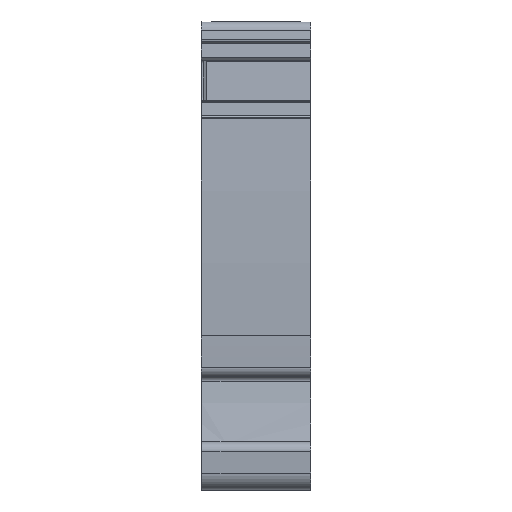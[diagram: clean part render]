
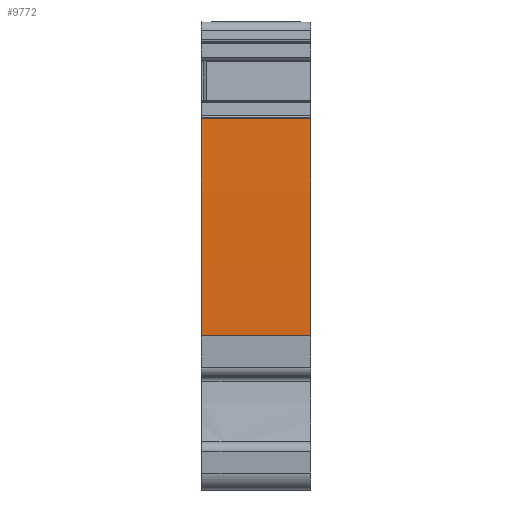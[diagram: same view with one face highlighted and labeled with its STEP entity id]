
A CAD part, front view. The second image highlights one B-rep face of the part: STEP entity #9772.
In plain terms, the highlighted cylindrical face has radius 230.64 mm (diameter 461.28 mm), a partial arc.
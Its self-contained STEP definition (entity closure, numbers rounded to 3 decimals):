
#3233=AXIS2_PLACEMENT_3D('Circle Axis2P3D',#3231,#3232,$) ;
#4374=AXIS2_PLACEMENT_3D('Circle Axis2P3D',#4372,#4373,$) ;
#9020=AXIS2_PLACEMENT_3D('Cylinder Axis2P3D',#9017,#9018,#9019) ;
#3228=CARTESIAN_POINT('Vertex',(12.,1.798,40.814)) ;
#3231=CARTESIAN_POINT('Axis2P3D Location',(12.,231.899,25.05)) ;
#3235=CARTESIAN_POINT('Vertex',(12.,1.401,16.95)) ;
#4369=CARTESIAN_POINT('Vertex',(0.,1.401,16.95)) ;
#4372=CARTESIAN_POINT('Axis2P3D Location',(0.,231.899,25.05)) ;
#4376=CARTESIAN_POINT('Vertex',(0.,1.798,40.814)) ;
#9017=CARTESIAN_POINT('Axis2P3D Location',(6.,231.899,25.05)) ;
#9749=CARTESIAN_POINT('Line Origine',(5.39,1.798,40.814)) ;
#9761=CARTESIAN_POINT('Line Origine',(6.,1.401,16.95)) ;
#3232=DIRECTION('Axis2P3D Direction',(1.,0.,0.)) ;
#4373=DIRECTION('Axis2P3D Direction',(1.,0.,0.)) ;
#9018=DIRECTION('Axis2P3D Direction',(1.,0.,0.)) ;
#9019=DIRECTION('Axis2P3D XDirection',(0.,-0.994,0.111)) ;
#9750=DIRECTION('Vector Direction',(1.,0.,0.)) ;
#9762=DIRECTION('Vector Direction',(1.,0.,0.)) ;
#9751=VECTOR('Line Direction',#9750,1.) ;
#9763=VECTOR('Line Direction',#9762,1.) ;
#9767=ORIENTED_EDGE('',*,*,#9765,.T.) ;
#9768=ORIENTED_EDGE('',*,*,#3237,.F.) ;
#9769=ORIENTED_EDGE('',*,*,#9753,.T.) ;
#9770=ORIENTED_EDGE('',*,*,#4378,.T.) ;
#9772=ADVANCED_FACE('PartBody',(#9771),#9021,.T.) ;
#3234=CIRCLE('generated circle',#3233,230.64) ;
#4375=CIRCLE('generated circle',#4374,230.64) ;
#9021=CYLINDRICAL_SURFACE('generated cylinder',#9020,230.64) ;
#3237=EDGE_CURVE('',#3229,#3236,#3234,.T.) ;
#4378=EDGE_CURVE('',#4377,#4370,#4375,.T.) ;
#9753=EDGE_CURVE('',#3229,#4377,#9752,.F.) ;
#9765=EDGE_CURVE('',#4370,#3236,#9764,.T.) ;
#9766=EDGE_LOOP('',(#9767,#9768,#9769,#9770)) ;
#9771=FACE_OUTER_BOUND('',#9766,.T.) ;
#9752=LINE('Line',#9749,#9751) ;
#9764=LINE('Line',#9761,#9763) ;
#3229=VERTEX_POINT('',#3228) ;
#3236=VERTEX_POINT('',#3235) ;
#4370=VERTEX_POINT('',#4369) ;
#4377=VERTEX_POINT('',#4376) ;
